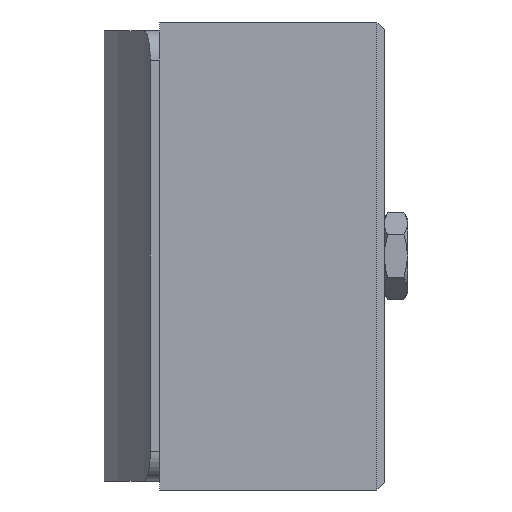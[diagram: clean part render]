
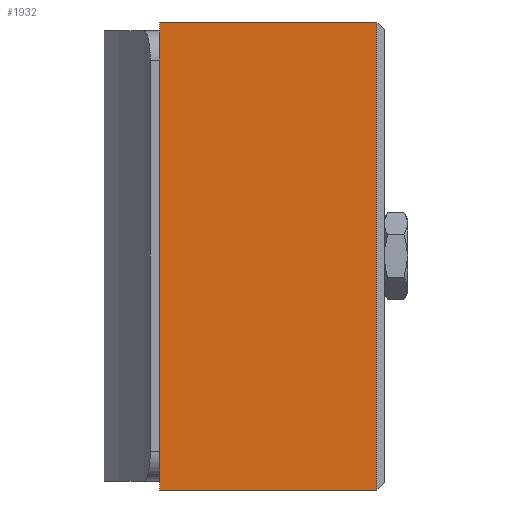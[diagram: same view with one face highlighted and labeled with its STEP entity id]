
A CAD part, left-side view. The second image highlights one B-rep face of the part: STEP entity #1932.
In plain terms, the highlighted planar face has unit normal (-1, 0, 0).
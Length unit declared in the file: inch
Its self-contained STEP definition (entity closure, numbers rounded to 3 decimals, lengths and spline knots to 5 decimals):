
#576 = CARTESIAN_POINT ( 'NONE',  ( -1.9685, 0.03, -0.9845 ) ) ;
#762 = CARTESIAN_POINT ( 'NONE',  ( -1.9685, 0.945, 0.9845 ) ) ;
#785 = DIRECTION ( 'NONE',  ( 1., 0., 0. ) ) ;
#836 = EDGE_LOOP ( 'NONE', ( #1953, #2519, #3199, #4260 ) ) ;
#863 = VECTOR ( 'NONE', #4148, 39.37008 ) ;
#932 = LINE ( 'NONE', #2337, #3461 ) ;
#1011 = CARTESIAN_POINT ( 'NONE',  ( -1.9685, 0.03, 0.9845 ) ) ;
#1046 = LINE ( 'NONE', #2535, #3384 ) ;
#1229 = AXIS2_PLACEMENT_3D ( 'NONE', #762, #785, #2811 ) ;
#1511 = VERTEX_POINT ( 'NONE', #2534 ) ;
#1663 = VECTOR ( 'NONE', #4555, 39.37008 ) ;
#1665 = DIRECTION ( 'NONE',  ( 0., 0., 1. ) ) ;
#1672 = CARTESIAN_POINT ( 'NONE',  ( -1.9685, 0.945, -0.9845 ) ) ;
#1820 = PLANE ( 'NONE',  #1229 ) ;
#1932 = ADVANCED_FACE ( 'NONE', ( #2831 ), #1820, .F. ) ;
#1953 = ORIENTED_EDGE ( 'NONE', *, *, #2341, .T. ) ;
#2201 = VERTEX_POINT ( 'NONE', #3645 ) ;
#2222 = VERTEX_POINT ( 'NONE', #2571 ) ;
#2337 = CARTESIAN_POINT ( 'NONE',  ( -1.9685, 0.945, 0.9845 ) ) ;
#2341 = EDGE_CURVE ( 'NONE', #2222, #2919, #3843, .T. ) ;
#2519 = ORIENTED_EDGE ( 'NONE', *, *, #4420, .T. ) ;
#2534 = CARTESIAN_POINT ( 'NONE',  ( -1.9685, 0.945, 0.9845 ) ) ;
#2535 = CARTESIAN_POINT ( 'NONE',  ( -1.9685, 0.945, 0.9845 ) ) ;
#2541 = EDGE_CURVE ( 'NONE', #2222, #1511, #932, .T. ) ;
#2571 = CARTESIAN_POINT ( 'NONE',  ( -1.9685, 0.945, -0.9845 ) ) ;
#2811 = DIRECTION ( 'NONE',  ( 0., 0., -1. ) ) ;
#2831 = FACE_OUTER_BOUND ( 'NONE', #836, .T. ) ;
#2919 = VERTEX_POINT ( 'NONE', #576 ) ;
#3199 = ORIENTED_EDGE ( 'NONE', *, *, #3507, .F. ) ;
#3384 = VECTOR ( 'NONE', #3889, 39.37008 ) ;
#3461 = VECTOR ( 'NONE', #1665, 39.37008 ) ;
#3507 = EDGE_CURVE ( 'NONE', #1511, #2201, #1046, .T. ) ;
#3645 = CARTESIAN_POINT ( 'NONE',  ( -1.9685, 0.03, 0.9845 ) ) ;
#3843 = LINE ( 'NONE', #1672, #863 ) ;
#3881 = LINE ( 'NONE', #1011, #1663 ) ;
#3889 = DIRECTION ( 'NONE',  ( 0., -1., 0. ) ) ;
#4148 = DIRECTION ( 'NONE',  ( 0., -1., 0. ) ) ;
#4260 = ORIENTED_EDGE ( 'NONE', *, *, #2541, .F. ) ;
#4420 = EDGE_CURVE ( 'NONE', #2919, #2201, #3881, .T. ) ;
#4555 = DIRECTION ( 'NONE',  ( 0., 0., 1. ) ) ;
